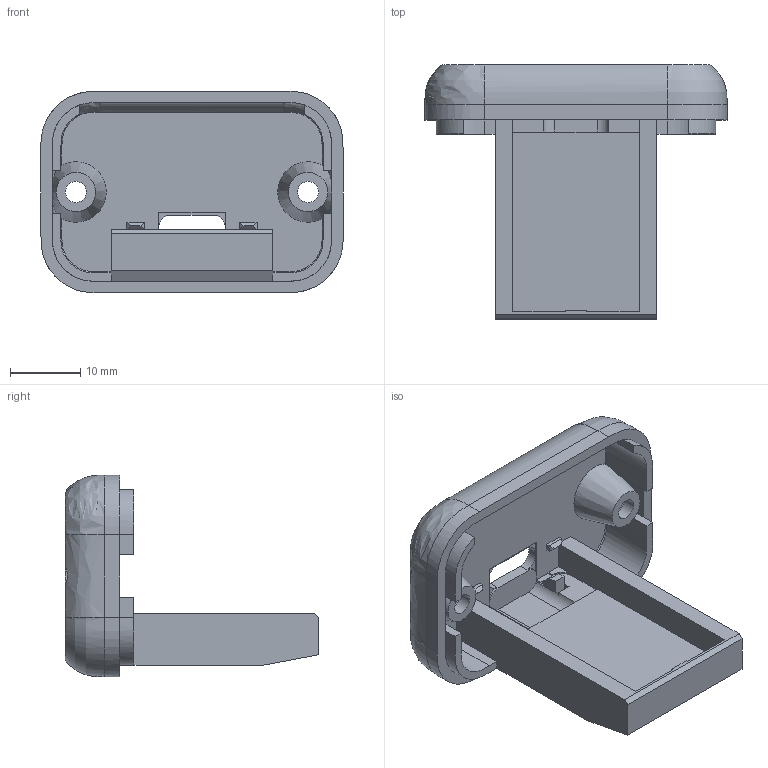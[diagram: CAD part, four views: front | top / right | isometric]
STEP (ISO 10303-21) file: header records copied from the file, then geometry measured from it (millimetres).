
FILE_DESCRIPTION(/* description */ ('STEP AP242','CAx-IF Rec.Pracs.---Representation and Presentation of Product Manufacturing Information (PMI)---4.0---2014-10-13','CAx-IF Rec.Pracs.---3D Tessellated Geometry---0.4---2014-09-14','2;1'),/* implementation_level */ '2;1');
FILE_NAME(/* name */ '68f53f9da1cfd13de97d561a',/* time_stamp */ '2025-10-19T19:44:30Z',/* author */ (''),/* organization */ (''),/* preprocessor_version */ 'ST-DEVELOPER v20',/* originating_system */ 'ONSHAPE BY PTC INC, 1.205',/* authorisation */ ' ');
FILE_SCHEMA (('AP242_MANAGED_MODEL_BASED_3D_ENGINEERING_MIM_LF { 1 0 10303 442 1 1 4 }'));
Length unit declared in the file: metre
Products named in the file (1): controller_tray
Bounding box: 43 x 36.1 x 28.67 mm (x, y, z)
Volume: 6912.6 mm3; surface area: 6982.8 mm2
Topology: 1 solids, 1 shells, 164 faces, 456 edges, 293 vertices
Faces by surface type: plane 100, bspline 38, cylinder 24, cone 2
Full cylindrical faces by diameter (mm): 3 x2, 6 x2
Entity records: 22544 total; most frequent: CARTESIAN_POINT 18622, ORIENTED_EDGE 892, DIRECTION 666, EDGE_CURVE 446, LINE 300, VECTOR 300, VERTEX_POINT 289, AXIS2_PLACEMENT_3D 183
